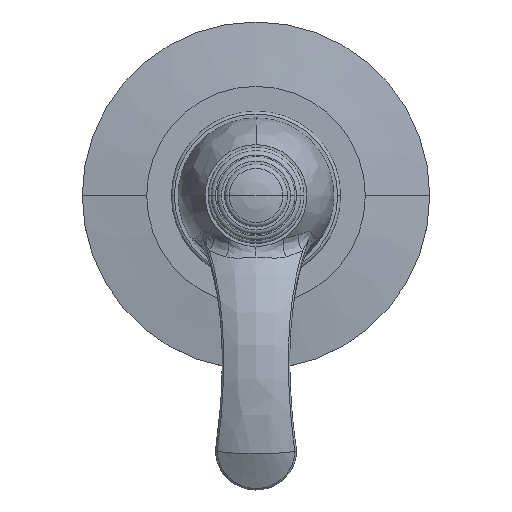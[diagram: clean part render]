
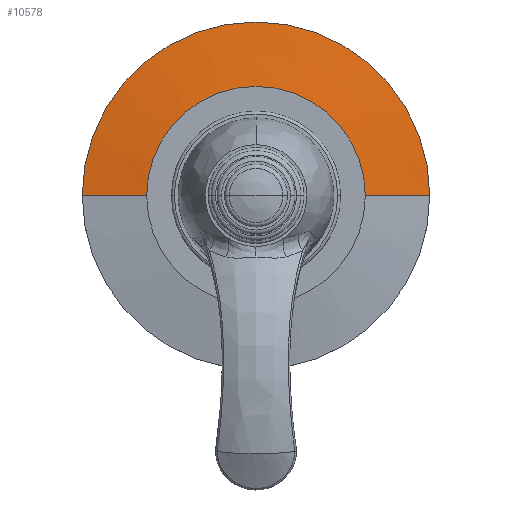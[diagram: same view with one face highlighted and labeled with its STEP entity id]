
A CAD part, top view. The second image highlights one B-rep face of the part: STEP entity #10578.
In plain terms, the highlighted conical face has half-angle 82.057 degrees and reference radius 47.25 mm.
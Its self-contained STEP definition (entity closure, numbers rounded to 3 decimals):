
#10327=DIRECTION('',(-0.99,0.138,0.));
#10328=VECTOR('',#10327,21.708);
#10329=CARTESIAN_POINT('',(58.,6.,0.));
#10330=LINE('',#10329,#10328);
#10334=DIRECTION('',(0.99,0.138,0.));
#10335=VECTOR('',#10334,21.708);
#10336=CARTESIAN_POINT('',(-58.,6.,0.));
#10337=LINE('',#10336,#10335);
#10349=CARTESIAN_POINT('',(0.,6.,0.));
#10350=DIRECTION('',(0.,-1.,0.));
#10351=DIRECTION('',(1.,0.,0.));
#10352=AXIS2_PLACEMENT_3D('',#10349,#10350,#10351);
#10365=CARTESIAN_POINT('',(0.,9.,0.));
#10366=DIRECTION('',(0.,-1.,0.));
#10367=DIRECTION('',(1.,0.,0.));
#10368=AXIS2_PLACEMENT_3D('',#10365,#10366,#10367);
#10384=CARTESIAN_POINT('',(58.,6.,0.));
#10386=VERTEX_POINT('',#10384);
#10387=CARTESIAN_POINT('',(36.5,9.,0.));
#10388=VERTEX_POINT('',#10387);
#10400=CARTESIAN_POINT('',(-58.,6.,0.));
#10402=VERTEX_POINT('',#10400);
#10403=CARTESIAN_POINT('',(-36.5,9.,0.));
#10404=VERTEX_POINT('',#10403);
#10566=CARTESIAN_POINT('',(0.,7.5,0.));
#10567=DIRECTION('',(0.,-1.,0.));
#10568=DIRECTION('',(-1.,0.,0.));
#10569=AXIS2_PLACEMENT_3D('',#10566,#10567,#10568);
#10570=CONICAL_SURFACE('',#10569,47.25,82.057);
#10571=ORIENTED_EDGE('',*,*,#10556,.F.);
#10572=ORIENTED_EDGE('',*,*,#10533,.T.);
#10573=ORIENTED_EDGE('',*,*,#10560,.T.);
#10575=ORIENTED_EDGE('',*,*,#10574,.F.);
#10576=EDGE_LOOP('',(#10571,#10572,#10573,#10575));
#10577=FACE_OUTER_BOUND('',#10576,.F.);
#10578=ADVANCED_FACE('',(#10577),#10570,.T.);
#10353=CIRCLE('',#10352,58.);
#10369=CIRCLE('',#10368,36.5);
#10533=EDGE_CURVE('',#10386,#10402,#10353,.T.);
#10556=EDGE_CURVE('',#10386,#10388,#10330,.T.);
#10560=EDGE_CURVE('',#10402,#10404,#10337,.T.);
#10574=EDGE_CURVE('',#10388,#10404,#10369,.T.);
